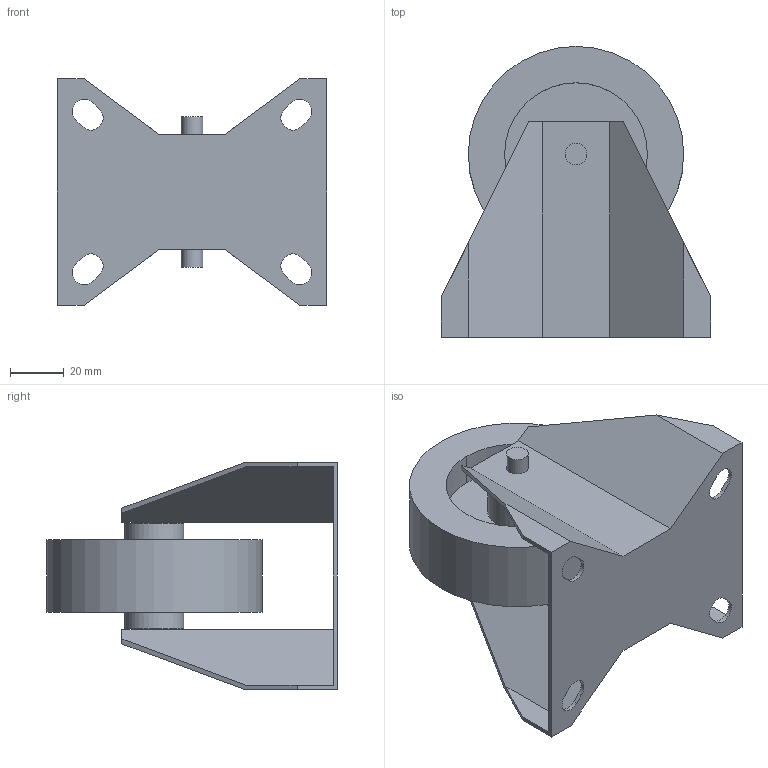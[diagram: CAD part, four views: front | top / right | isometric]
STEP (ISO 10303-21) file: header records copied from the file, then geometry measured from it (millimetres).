
FILE_DESCRIPTION((''),'2;1');
FILE_NAME('12032_KOLO_FIKSNO_FI-80_ASM','2022-09-16T14:47:03',('PredragRovcanin'),('Audax d.o.o.'),'CREO PARAMETRIC BY PTC INC, 2020281','CREO PARAMETRIC BY PTC INC, 2020281','');
FILE_SCHEMA(('AUTOMOTIVE_DESIGN { 1 0 10303 214 1 1 1 1 }'));
Length unit declared in the file: millimetre
Products named in the file (3): 12032_KOLO_FIKSNO_FI-80_A; 12032_KOLO_FIKSNO_FI-80_B; 12032_KOLO_FIKSNO_FI-80_ASM
Assembly tree (2 placements, depth 2):
  12032_KOLO_FIKSNO_FI-80_ASM
    12032_KOLO_FIKSNO_FI-80_A
    12032_KOLO_FIKSNO_FI-80_B
Bounding box: 100 x 108 x 84 mm (x, y, z)
Volume: 125603.1 mm3; surface area: 62721.5 mm2
Topology: 2 solids, 2 shells, 72 faces, 195 edges, 142 vertices
Faces by surface type: plane 46, cylinder 26
Entity records: 3530 total; most frequent: DIRECTION 413, CARTESIAN_POINT 409, ORIENTED_EDGE 372, COLOUR_RGB 322, PRESENTATION_STYLE_ASSIGNMENT 199, STYLED_ITEM 199, CURVE_STYLE 197, EDGE_CURVE 186
